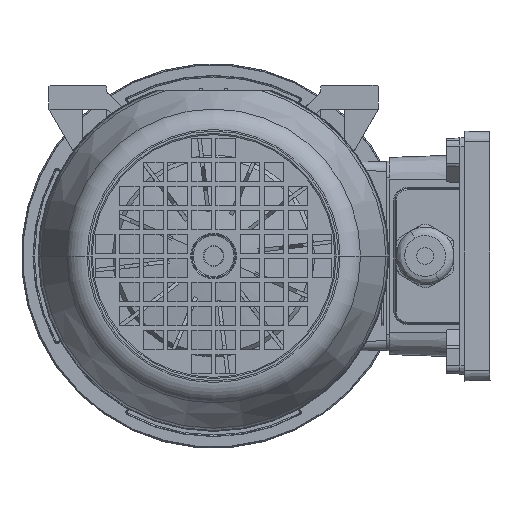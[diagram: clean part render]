
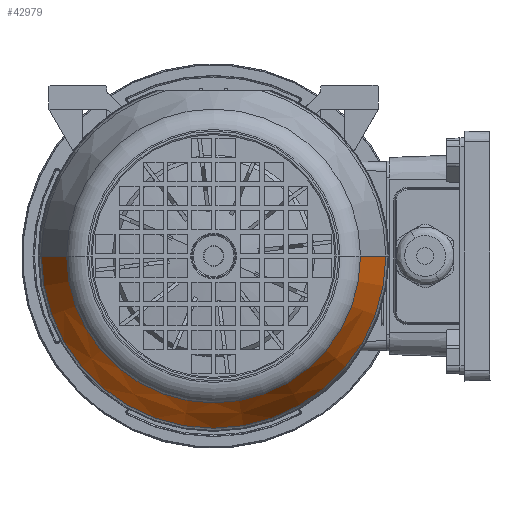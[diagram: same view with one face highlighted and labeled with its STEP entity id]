
A CAD part, left-side view. The second image highlights one B-rep face of the part: STEP entity #42979.
In plain terms, the highlighted conical face has half-angle 23.629 degrees and reference radius 58.5 mm.
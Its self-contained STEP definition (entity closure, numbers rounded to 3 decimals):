
#1270 = DIRECTION ( 'NONE',  ( -1., 0., 0. ) ) ;
#1448 = DIRECTION ( 'NONE',  ( -0.916, 0., -0.401 ) ) ;
#1668 = VECTOR ( 'NONE', #62608, 1000. ) ;
#3055 = FACE_OUTER_BOUND ( 'NONE', #63766, .T. ) ;
#6101 = AXIS2_PLACEMENT_3D ( 'NONE', #107263, #27163, #60912 ) ;
#6924 = ORIENTED_EDGE ( 'NONE', *, *, #65543, .T. ) ;
#10606 = AXIS2_PLACEMENT_3D ( 'NONE', #107739, #1270, #10644 ) ;
#10644 = DIRECTION ( 'NONE',  ( 0., 0., -1. ) ) ;
#14514 = VERTEX_POINT ( 'NONE', #86002 ) ;
#16288 = CIRCLE ( 'NONE', #10606, 61.121 ) ;
#27163 = DIRECTION ( 'NONE',  ( 1., 0., 0. ) ) ;
#30683 = CARTESIAN_POINT ( 'NONE',  ( 64.008, 0., -61.121 ) ) ;
#38681 = DIRECTION ( 'NONE',  ( -1., 0., 0. ) ) ;
#40087 = CARTESIAN_POINT ( 'NONE',  ( 39.916, 0., -71.662 ) ) ;
#42979 = ADVANCED_FACE ( 'NONE', ( #3055 ), #87621, .T. ) ;
#43933 = VERTEX_POINT ( 'NONE', #82174 ) ;
#44973 = CARTESIAN_POINT ( 'NONE',  ( 70., 0., 58.5 ) ) ;
#45842 = CARTESIAN_POINT ( 'NONE',  ( 70., 0., -58.5 ) ) ;
#51832 = VECTOR ( 'NONE', #1448, 1000. ) ;
#60912 = DIRECTION ( 'NONE',  ( 0., 0., -1. ) ) ;
#62498 = VERTEX_POINT ( 'NONE', #30683 ) ;
#62608 = DIRECTION ( 'NONE',  ( -0.916, 0., 0.401 ) ) ;
#62877 = EDGE_CURVE ( 'NONE', #43933, #14514, #90621, .T. ) ;
#63027 = ORIENTED_EDGE ( 'NONE', *, *, #62877, .F. ) ;
#63766 = EDGE_LOOP ( 'NONE', ( #91700, #82072, #6924, #63027 ) ) ;
#65543 = EDGE_CURVE ( 'NONE', #93999, #14514, #88338, .T. ) ;
#81453 = DIRECTION ( 'NONE',  ( 0., 0., 1. ) ) ;
#82072 = ORIENTED_EDGE ( 'NONE', *, *, #97273, .T. ) ;
#82174 = CARTESIAN_POINT ( 'NONE',  ( 64.008, 0., 61.121 ) ) ;
#86002 = CARTESIAN_POINT ( 'NONE',  ( 39.916, 0., 71.662 ) ) ;
#87621 = CONICAL_SURFACE ( 'NONE', #111892, 58.5, 0.412 ) ;
#88338 = CIRCLE ( 'NONE', #6101, 71.662 ) ;
#90343 = LINE ( 'NONE', #45842, #51832 ) ;
#90621 = LINE ( 'NONE', #44973, #1668 ) ;
#91377 = CARTESIAN_POINT ( 'NONE',  ( 70., 0., 0. ) ) ;
#91700 = ORIENTED_EDGE ( 'NONE', *, *, #109676, .T. ) ;
#93999 = VERTEX_POINT ( 'NONE', #40087 ) ;
#97273 = EDGE_CURVE ( 'NONE', #62498, #93999, #90343, .T. ) ;
#107263 = CARTESIAN_POINT ( 'NONE',  ( 39.916, 0., 0. ) ) ;
#107739 = CARTESIAN_POINT ( 'NONE',  ( 64.008, 0., 0. ) ) ;
#109676 = EDGE_CURVE ( 'NONE', #43933, #62498, #16288, .T. ) ;
#111892 = AXIS2_PLACEMENT_3D ( 'NONE', #91377, #38681, #81453 ) ;
